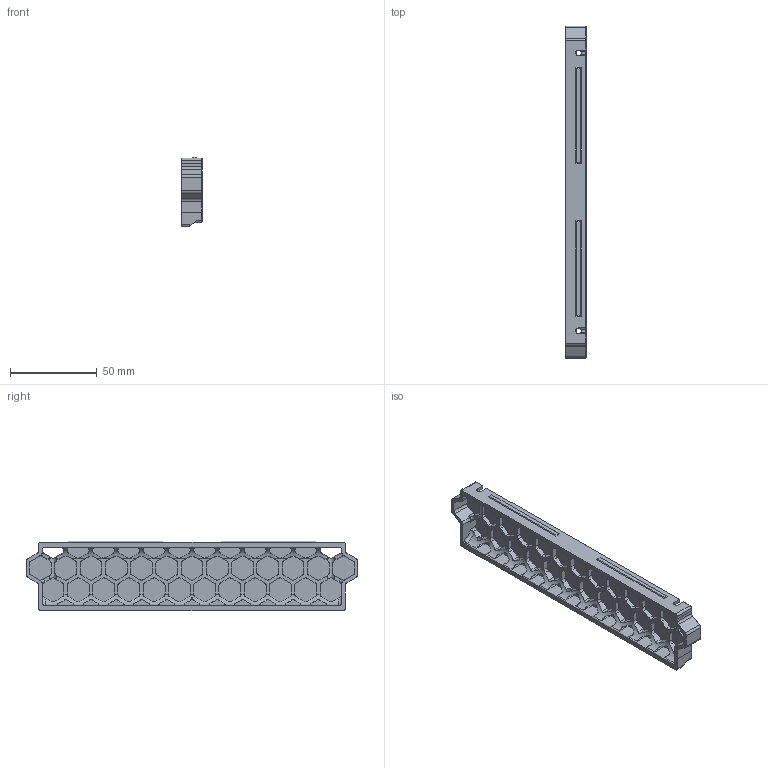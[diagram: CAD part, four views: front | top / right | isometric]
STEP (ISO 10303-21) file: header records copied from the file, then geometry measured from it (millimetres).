
FILE_DESCRIPTION(/* description */ (''),/* implementation_level */ '2;1');
FILE_NAME(/* name */ 'Side Skirt - 1PC With Inserts.step',/* time_stamp */ '2023-01-21T12:07:14-05:00',/* author */ (''),/* organization */ (''),/* preprocessor_version */ 'ST-DEVELOPER v19.2',/* originating_system */ 'Autodesk Translation Framework v11.17.0.187',/* authorisation */ '');
FILE_SCHEMA (('AUTOMOTIVE_DESIGN { 1 0 10303 214 3 1 1 }'));
Length unit declared in the file: millimetre
Products named in the file (2): Side Skirt - 1PC With Inserts; Inserts (5) (1)
Assembly tree (1 placements, depth 2):
  Side Skirt - 1PC With Inserts
    Inserts (5) (1)
Bounding box: 12 x 190.93 x 39.9 mm (x, y, z)
Volume: 27677 mm3; surface area: 31954 mm2
Topology: 36 solids, 36 shells, 1520 faces, 3994 edges, 2504 vertices
Faces by surface type: plane 792, cylinder 494, cone 221, bspline 7, torus 6
Full cylindrical faces by diameter (mm): 3 x3
Entity records: 47919 total; most frequent: CARTESIAN_POINT 9787, DIRECTION 8020, ORIENTED_EDGE 7988, EDGE_CURVE 3994, AXIS2_PLACEMENT_3D 2712, LINE 2596, VECTOR 2596, VERTEX_POINT 2504
